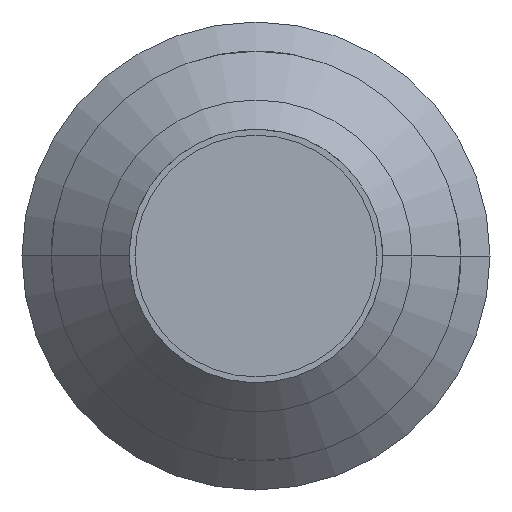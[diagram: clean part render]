
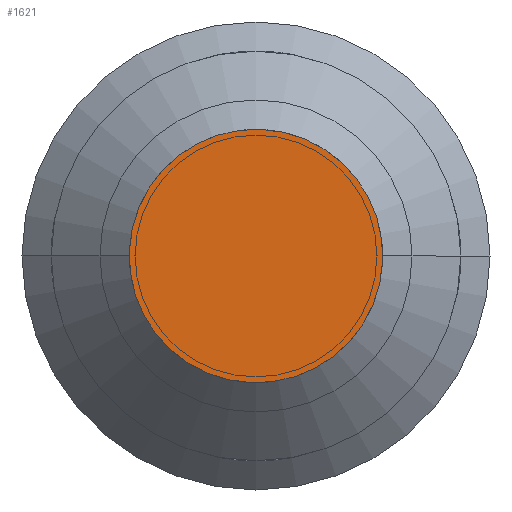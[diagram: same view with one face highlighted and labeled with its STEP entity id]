
A CAD part, left-side view. The second image highlights one B-rep face of the part: STEP entity #1621.
In plain terms, the highlighted planar face has unit normal (-1, 0, 0).
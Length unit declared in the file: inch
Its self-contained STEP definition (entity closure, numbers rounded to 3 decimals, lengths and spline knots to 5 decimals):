
#109 = DIRECTION ( 'NONE',  ( 0., 0.924, 0.382 ) ) ;
#398 = EDGE_CURVE ( 'NONE', #1366, #4942, #3953, .T. ) ;
#481 = CIRCLE ( 'NONE', #1496, 0.12795 ) ;
#988 = EDGE_CURVE ( 'NONE', #4942, #1366, #481, .T. ) ;
#1051 = CARTESIAN_POINT ( 'NONE',  ( -0.01181, -0.11826, -0.04886 ) ) ;
#1366 = VERTEX_POINT ( 'NONE', #3546 ) ;
#1496 = AXIS2_PLACEMENT_3D ( 'NONE', #6088, #2919, #4444 ) ;
#1621 = ADVANCED_FACE ( 'NONE', ( #4473 ), #5876, .T. ) ;
#1774 = CARTESIAN_POINT ( 'NONE',  ( -0.01181, 0., 0. ) ) ;
#2129 = DIRECTION ( 'NONE',  ( 0., 0.924, 0.382 ) ) ;
#2389 = CARTESIAN_POINT ( 'NONE',  ( -0.01181, 0.11826, 0.04886 ) ) ;
#2919 = DIRECTION ( 'NONE',  ( -1., 0., 0. ) ) ;
#3227 = ORIENTED_EDGE ( 'NONE', *, *, #398, .T. ) ;
#3546 = CARTESIAN_POINT ( 'NONE',  ( -0.01181, -0.11826, -0.04886 ) ) ;
#3694 = AXIS2_PLACEMENT_3D ( 'NONE', #1774, #5484, #109 ) ;
#3953 = CIRCLE ( 'NONE', #3694, 0.12795 ) ;
#4380 = EDGE_LOOP ( 'NONE', ( #4731, #3227 ) ) ;
#4444 = DIRECTION ( 'NONE',  ( 0., 0.924, 0.382 ) ) ;
#4473 = FACE_OUTER_BOUND ( 'NONE', #4380, .T. ) ;
#4731 = ORIENTED_EDGE ( 'NONE', *, *, #988, .T. ) ;
#4942 = VERTEX_POINT ( 'NONE', #2389 ) ;
#5287 = DIRECTION ( 'NONE',  ( -1., 0., 0. ) ) ;
#5421 = AXIS2_PLACEMENT_3D ( 'NONE', #1051, #5287, #2129 ) ;
#5484 = DIRECTION ( 'NONE',  ( -1., 0., 0. ) ) ;
#5876 = PLANE ( 'NONE',  #5421 ) ;
#6088 = CARTESIAN_POINT ( 'NONE',  ( -0.01181, 0., 0. ) ) ;
